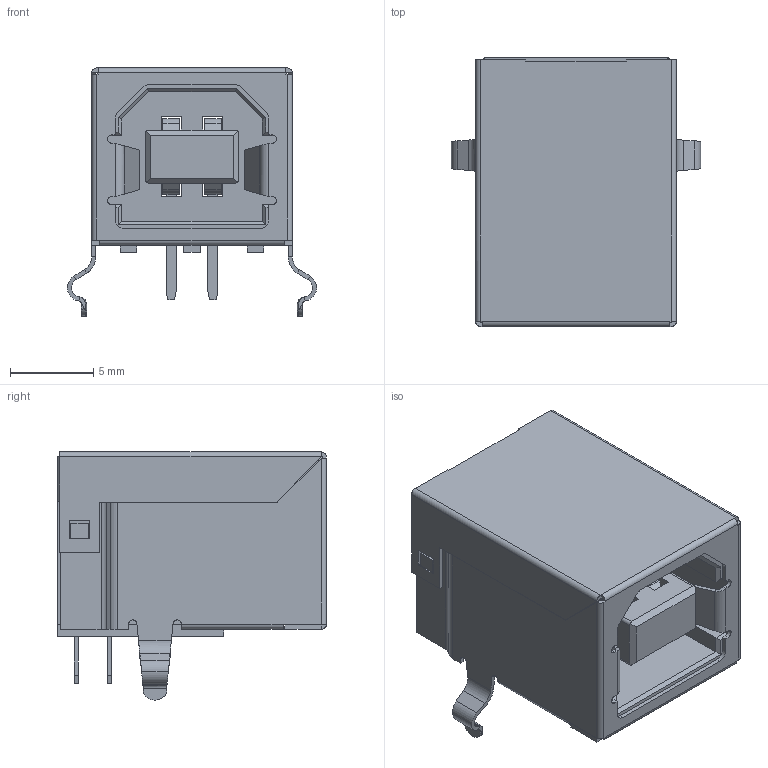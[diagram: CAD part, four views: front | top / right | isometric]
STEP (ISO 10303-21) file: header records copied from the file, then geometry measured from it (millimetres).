
FILE_DESCRIPTION(('CATIA V5R24 STEP','CAx-IF Rec.Pracs.--- Model Styling and Organization---1.4--- 2014-01-23'),'2;1');
FILE_NAME ('1157886-2_1', '2021-11-03T10:15:52+00:00', ('Weidmueller Interface'), ('Weidmueller'), 'CATIA Version 5-6 Release 2016 SP3 HF44', 'CATIA V5 STEP AP214', 'none');
FILE_SCHEMA(('AUTOMOTIVE_DESIGN { 1 0 10303 214 1 1 1 1 }'));
Length unit declared in the file: millimetre
Products named in the file (1): 2698610000
Bounding box: 14.94 x 16.12 x 14.87 mm (x, y, z)
Volume: 1459.3 mm3; surface area: 3038.7 mm2
Topology: 1 solids, 1 shells, 518 faces, 1472 edges, 932 vertices
Faces by surface type: plane 384, cylinder 104, bspline 30
Entity records: 18648 total; most frequent: CARTESIAN_POINT 5167, ORIENTED_EDGE 2944, DIRECTION 2238, EDGE_CURVE 1472, VECTOR 1161, LINE 1161, VERTEX_POINT 932, AXIS2_PLACEMENT_3D 590
